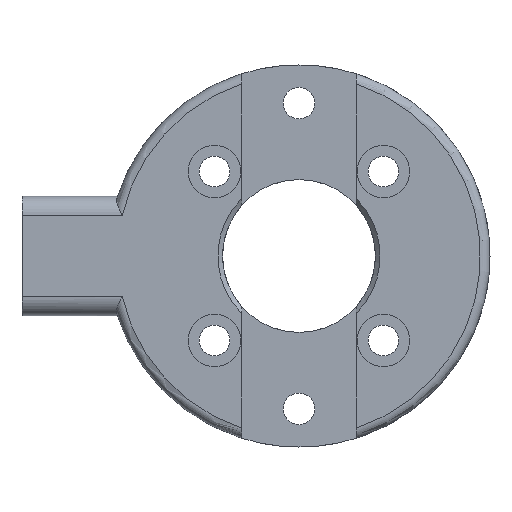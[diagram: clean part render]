
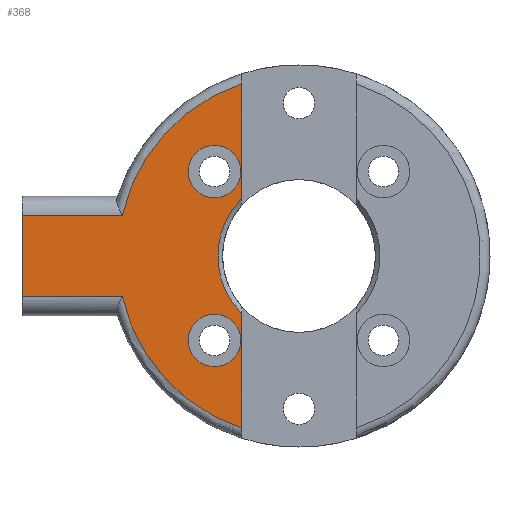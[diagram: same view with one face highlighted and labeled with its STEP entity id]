
A CAD part, front view. The second image highlights one B-rep face of the part: STEP entity #368.
In plain terms, the highlighted planar face has unit normal (0, -1, 0).
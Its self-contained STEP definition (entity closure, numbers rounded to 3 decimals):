
#16 = CARTESIAN_POINT ( 'NONE',  ( -18.52, 0., 4.245 ) ) ;
#30 = CARTESIAN_POINT ( 'NONE',  ( -29., 0., -6.245 ) ) ;
#33 = CARTESIAN_POINT ( 'NONE',  ( -8.839, 0., -8.839 ) ) ;
#71 = CARTESIAN_POINT ( 'NONE',  ( -29., 0., 4.245 ) ) ;
#93 = VECTOR ( 'NONE', #1642, 1000. ) ;
#94 = EDGE_CURVE ( 'NONE', #2211, #1289, #1299, .T. ) ;
#100 = DIRECTION ( 'NONE',  ( 0., 0., 1. ) ) ;
#120 = VERTEX_POINT ( 'NONE', #604 ) ;
#133 = DIRECTION ( 'NONE',  ( 0., 0., -1. ) ) ;
#139 = CARTESIAN_POINT ( 'NONE',  ( -8.839, 0., 6.089 ) ) ;
#149 = CARTESIAN_POINT ( 'NONE',  ( -6., 0., -29.793 ) ) ;
#171 = EDGE_CURVE ( 'NONE', #685, #1303, #1505, .T. ) ;
#213 = ORIENTED_EDGE ( 'NONE', *, *, #1372, .T. ) ;
#248 = CARTESIAN_POINT ( 'NONE',  ( -6., 0., 6.021 ) ) ;
#275 = EDGE_CURVE ( 'NONE', #1749, #120, #1167, .T. ) ;
#305 = EDGE_CURVE ( 'NONE', #392, #631, #456, .T. ) ;
#368 = ADVANCED_FACE ( 'NONE', ( #1694, #1032, #1192 ), #1871, .F. ) ;
#383 = EDGE_CURVE ( 'NONE', #1303, #959, #1065, .T. ) ;
#392 = VERTEX_POINT ( 'NONE', #1899 ) ;
#456 = LINE ( 'NONE', #603, #1382 ) ;
#547 = EDGE_CURVE ( 'NONE', #1882, #1795, #992, .T. ) ;
#581 = AXIS2_PLACEMENT_3D ( 'NONE', #1538, #2047, #1711 ) ;
#603 = CARTESIAN_POINT ( 'NONE',  ( 0., 0., -4.245 ) ) ;
#604 = CARTESIAN_POINT ( 'NONE',  ( -8.839, 0., 11.589 ) ) ;
#611 = CARTESIAN_POINT ( 'NONE',  ( -8.839, 0., 8.839 ) ) ;
#631 = VERTEX_POINT ( 'NONE', #1424 ) ;
#666 = ORIENTED_EDGE ( 'NONE', *, *, #1514, .F. ) ;
#685 = VERTEX_POINT ( 'NONE', #248 ) ;
#738 = CARTESIAN_POINT ( 'NONE',  ( -8.839, 0., 8.839 ) ) ;
#756 = EDGE_CURVE ( 'NONE', #631, #2211, #880, .T. ) ;
#795 = ORIENTED_EDGE ( 'NONE', *, *, #1964, .F. ) ;
#799 = DIRECTION ( 'NONE',  ( 0., 0., -1. ) ) ;
#830 = EDGE_LOOP ( 'NONE', ( #2158, #1123, #213, #666, #1168, #1650, #1726, #2015 ) ) ;
#841 = AXIS2_PLACEMENT_3D ( 'NONE', #611, #1968, #799 ) ;
#848 = VECTOR ( 'NONE', #1217, 1000. ) ;
#878 = CARTESIAN_POINT ( 'NONE',  ( -8.839, 0., -6.089 ) ) ;
#880 = CIRCLE ( 'NONE', #2094, 19. ) ;
#885 = VECTOR ( 'NONE', #2223, 1000. ) ;
#893 = CARTESIAN_POINT ( 'NONE',  ( 0., 0., 4.245 ) ) ;
#958 = CIRCLE ( 'NONE', #1031, 2.75 ) ;
#959 = VERTEX_POINT ( 'NONE', #16 ) ;
#980 = DIRECTION ( 'NONE',  ( 0., 0., -1. ) ) ;
#992 = CIRCLE ( 'NONE', #1554, 2.75 ) ;
#1008 = DIRECTION ( 'NONE',  ( 0., -1., 0. ) ) ;
#1031 = AXIS2_PLACEMENT_3D ( 'NONE', #1462, #1675, #133 ) ;
#1032 = FACE_BOUND ( 'NONE', #1452, .T. ) ;
#1036 = VERTEX_POINT ( 'NONE', #71 ) ;
#1043 = CARTESIAN_POINT ( 'NONE',  ( 0., 0., 0. ) ) ;
#1065 = CIRCLE ( 'NONE', #1132, 19. ) ;
#1076 = CARTESIAN_POINT ( 'NONE',  ( 0., 0., 0. ) ) ;
#1089 = DIRECTION ( 'NONE',  ( 0., 0., -1. ) ) ;
#1123 = ORIENTED_EDGE ( 'NONE', *, *, #383, .T. ) ;
#1132 = AXIS2_PLACEMENT_3D ( 'NONE', #1043, #1527, #2225 ) ;
#1141 = ORIENTED_EDGE ( 'NONE', *, *, #1243, .F. ) ;
#1167 = CIRCLE ( 'NONE', #841, 2.75 ) ;
#1168 = ORIENTED_EDGE ( 'NONE', *, *, #305, .T. ) ;
#1192 = FACE_OUTER_BOUND ( 'NONE', #830, .T. ) ;
#1199 = LINE ( 'NONE', #30, #848 ) ;
#1217 = DIRECTION ( 'NONE',  ( 0., 0., 1. ) ) ;
#1243 = EDGE_CURVE ( 'NONE', #1795, #1882, #958, .T. ) ;
#1267 = ORIENTED_EDGE ( 'NONE', *, *, #547, .F. ) ;
#1289 = VERTEX_POINT ( 'NONE', #2078 ) ;
#1296 = DIRECTION ( 'NONE',  ( 1., 0., 0. ) ) ;
#1299 = LINE ( 'NONE', #1981, #93 ) ;
#1303 = VERTEX_POINT ( 'NONE', #1872 ) ;
#1312 = CIRCLE ( 'NONE', #1348, 2.75 ) ;
#1325 = VECTOR ( 'NONE', #2196, 1000. ) ;
#1336 = CARTESIAN_POINT ( 'NONE',  ( 0., 0., 0. ) ) ;
#1348 = AXIS2_PLACEMENT_3D ( 'NONE', #738, #1995, #980 ) ;
#1372 = EDGE_CURVE ( 'NONE', #959, #1036, #1745, .T. ) ;
#1382 = VECTOR ( 'NONE', #1296, 1000. ) ;
#1424 = CARTESIAN_POINT ( 'NONE',  ( -18.52, 0., -4.245 ) ) ;
#1452 = EDGE_LOOP ( 'NONE', ( #1141, #1267 ) ) ;
#1462 = CARTESIAN_POINT ( 'NONE',  ( -8.839, 0., -8.839 ) ) ;
#1486 = EDGE_LOOP ( 'NONE', ( #2170, #795 ) ) ;
#1489 = EDGE_CURVE ( 'NONE', #1289, #685, #2209, .T. ) ;
#1505 = LINE ( 'NONE', #149, #1325 ) ;
#1514 = EDGE_CURVE ( 'NONE', #392, #1036, #1199, .T. ) ;
#1527 = DIRECTION ( 'NONE',  ( 0., -1., 0. ) ) ;
#1538 = CARTESIAN_POINT ( 'NONE',  ( 0., 0., 0. ) ) ;
#1554 = AXIS2_PLACEMENT_3D ( 'NONE', #33, #1929, #1089 ) ;
#1568 = DIRECTION ( 'NONE',  ( 0., 0., 1. ) ) ;
#1642 = DIRECTION ( 'NONE',  ( 0., 0., 1. ) ) ;
#1650 = ORIENTED_EDGE ( 'NONE', *, *, #756, .T. ) ;
#1675 = DIRECTION ( 'NONE',  ( 0., -1., 0. ) ) ;
#1685 = CARTESIAN_POINT ( 'NONE',  ( -6., 0., -18.028 ) ) ;
#1694 = FACE_BOUND ( 'NONE', #1486, .T. ) ;
#1711 = DIRECTION ( 'NONE',  ( 0., 0., 1. ) ) ;
#1717 = DIRECTION ( 'NONE',  ( 0., 1., 0. ) ) ;
#1726 = ORIENTED_EDGE ( 'NONE', *, *, #94, .T. ) ;
#1745 = LINE ( 'NONE', #893, #885 ) ;
#1749 = VERTEX_POINT ( 'NONE', #139 ) ;
#1795 = VERTEX_POINT ( 'NONE', #2213 ) ;
#1871 = PLANE ( 'NONE',  #581 ) ;
#1872 = CARTESIAN_POINT ( 'NONE',  ( -6., 0., 18.028 ) ) ;
#1882 = VERTEX_POINT ( 'NONE', #878 ) ;
#1899 = CARTESIAN_POINT ( 'NONE',  ( -29., 0., -4.245 ) ) ;
#1929 = DIRECTION ( 'NONE',  ( 0., -1., 0. ) ) ;
#1964 = EDGE_CURVE ( 'NONE', #120, #1749, #1312, .T. ) ;
#1968 = DIRECTION ( 'NONE',  ( 0., -1., 0. ) ) ;
#1981 = CARTESIAN_POINT ( 'NONE',  ( -6., 0., -29.793 ) ) ;
#1995 = DIRECTION ( 'NONE',  ( 0., -1., 0. ) ) ;
#2015 = ORIENTED_EDGE ( 'NONE', *, *, #1489, .T. ) ;
#2047 = DIRECTION ( 'NONE',  ( 0., 1., 0. ) ) ;
#2068 = AXIS2_PLACEMENT_3D ( 'NONE', #1076, #1717, #1568 ) ;
#2078 = CARTESIAN_POINT ( 'NONE',  ( -6., 0., -6.021 ) ) ;
#2094 = AXIS2_PLACEMENT_3D ( 'NONE', #1336, #1008, #100 ) ;
#2158 = ORIENTED_EDGE ( 'NONE', *, *, #171, .T. ) ;
#2170 = ORIENTED_EDGE ( 'NONE', *, *, #275, .F. ) ;
#2196 = DIRECTION ( 'NONE',  ( 0., 0., 1. ) ) ;
#2209 = CIRCLE ( 'NONE', #2068, 8.5 ) ;
#2211 = VERTEX_POINT ( 'NONE', #1685 ) ;
#2213 = CARTESIAN_POINT ( 'NONE',  ( -8.839, 0., -11.589 ) ) ;
#2223 = DIRECTION ( 'NONE',  ( -1., 0., 0. ) ) ;
#2225 = DIRECTION ( 'NONE',  ( 0., 0., 1. ) ) ;
